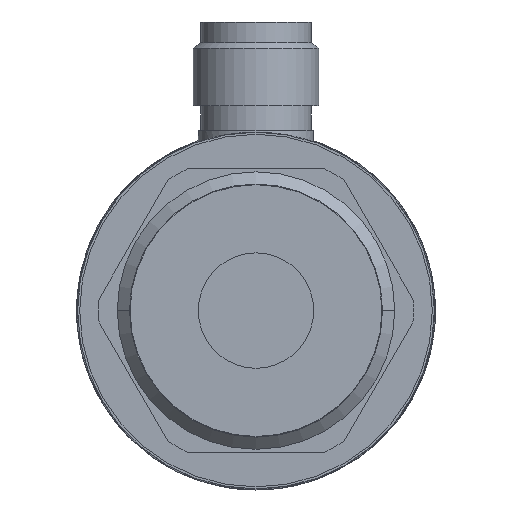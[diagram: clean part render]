
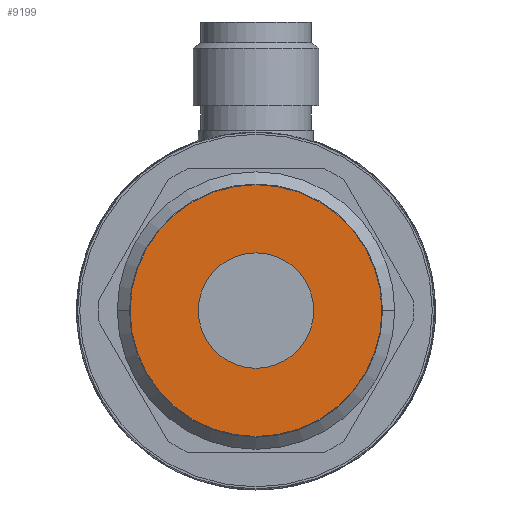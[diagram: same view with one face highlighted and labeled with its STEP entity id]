
A CAD part, front view. The second image highlights one B-rep face of the part: STEP entity #9199.
In plain terms, the highlighted planar face has unit normal (0, -1, 0).
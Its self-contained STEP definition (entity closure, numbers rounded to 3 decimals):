
#119 = PLANE ( 'NONE',  #8092 ) ;
#120 = CARTESIAN_POINT ( 'NONE',  ( -5.75, 0., 0. ) ) ;
#125 = DIRECTION ( 'NONE',  ( 0., 1., 0. ) ) ;
#126 = DIRECTION ( 'NONE',  ( -1., 0., 0. ) ) ;
#6798 = VERTEX_POINT ( 'NONE', #12755 ) ;
#6799 = VERTEX_POINT ( 'NONE', #12756 ) ;
#7067 = VERTEX_POINT ( 'NONE', #13024 ) ;
#7091 = VERTEX_POINT ( 'NONE', #13048 ) ;
#7272 = EDGE_CURVE ( 'NONE', #7067, #7091, #12350, .T. ) ;
#7286 = EDGE_CURVE ( 'NONE', #6799, #6798, #14199, .T. ) ;
#7287 = EDGE_CURVE ( 'NONE', #7091, #7067, #14201, .T. ) ;
#7779 = EDGE_CURVE ( 'NONE', #6798, #6799, #14721, .T. ) ;
#8036 = AXIS2_PLACEMENT_3D ( 'NONE', #13855, #13879, #13880 ) ;
#8039 = AXIS2_PLACEMENT_3D ( 'NONE', #13952, #13954, #13956 ) ;
#8040 = AXIS2_PLACEMENT_3D ( 'NONE', #13912, #13948, #13950 ) ;
#8067 = AXIS2_PLACEMENT_3D ( 'NONE', #16388, #16390, #16391 ) ;
#8092 = AXIS2_PLACEMENT_3D ( 'NONE', #120, #125, #126 ) ;
#9199 = ADVANCED_FACE ( 'NONE', ( #15008, #15013 ), #119, .F. ) ;
#10381 = EDGE_LOOP ( 'NONE', ( #10617, #10974 ) ) ;
#10385 = EDGE_LOOP ( 'NONE', ( #10620, #10739 ) ) ;
#10617 = ORIENTED_EDGE ( 'NONE', *, *, #7286, .F. ) ;
#10620 = ORIENTED_EDGE ( 'NONE', *, *, #7287, .F. ) ;
#10739 = ORIENTED_EDGE ( 'NONE', *, *, #7272, .F. ) ;
#10974 = ORIENTED_EDGE ( 'NONE', *, *, #7779, .F. ) ;
#12350 = CIRCLE ( 'NONE', #8036, 12. ) ;
#12755 = CARTESIAN_POINT ( 'NONE',  ( -5.5, 0., 0. ) ) ;
#12756 = CARTESIAN_POINT ( 'NONE',  ( 5.5, 0., 0. ) ) ;
#13024 = CARTESIAN_POINT ( 'NONE',  ( -12., 0., 0. ) ) ;
#13048 = CARTESIAN_POINT ( 'NONE',  ( 12., 0., 0. ) ) ;
#13855 = CARTESIAN_POINT ( 'NONE',  ( 0., 0., 0. ) ) ;
#13879 = DIRECTION ( 'NONE',  ( 0., 1., 0. ) ) ;
#13880 = DIRECTION ( 'NONE',  ( 1., 0., 0. ) ) ;
#13912 = CARTESIAN_POINT ( 'NONE',  ( 0., 0., 0. ) ) ;
#13948 = DIRECTION ( 'NONE',  ( 0., -1., 0. ) ) ;
#13950 = DIRECTION ( 'NONE',  ( 1., 0., 0. ) ) ;
#13952 = CARTESIAN_POINT ( 'NONE',  ( 0., 0., 0. ) ) ;
#13954 = DIRECTION ( 'NONE',  ( 0., 1., 0. ) ) ;
#13956 = DIRECTION ( 'NONE',  ( 1., 0., 0. ) ) ;
#14199 = CIRCLE ( 'NONE', #8040, 5.5 ) ;
#14201 = CIRCLE ( 'NONE', #8039, 12. ) ;
#14721 = CIRCLE ( 'NONE', #8067, 5.5 ) ;
#15008 = FACE_BOUND ( 'NONE', #10381, .T. ) ;
#15013 = FACE_OUTER_BOUND ( 'NONE', #10385, .T. ) ;
#16388 = CARTESIAN_POINT ( 'NONE',  ( 0., 0., 0. ) ) ;
#16390 = DIRECTION ( 'NONE',  ( 0., -1., 0. ) ) ;
#16391 = DIRECTION ( 'NONE',  ( 1., 0., 0. ) ) ;
